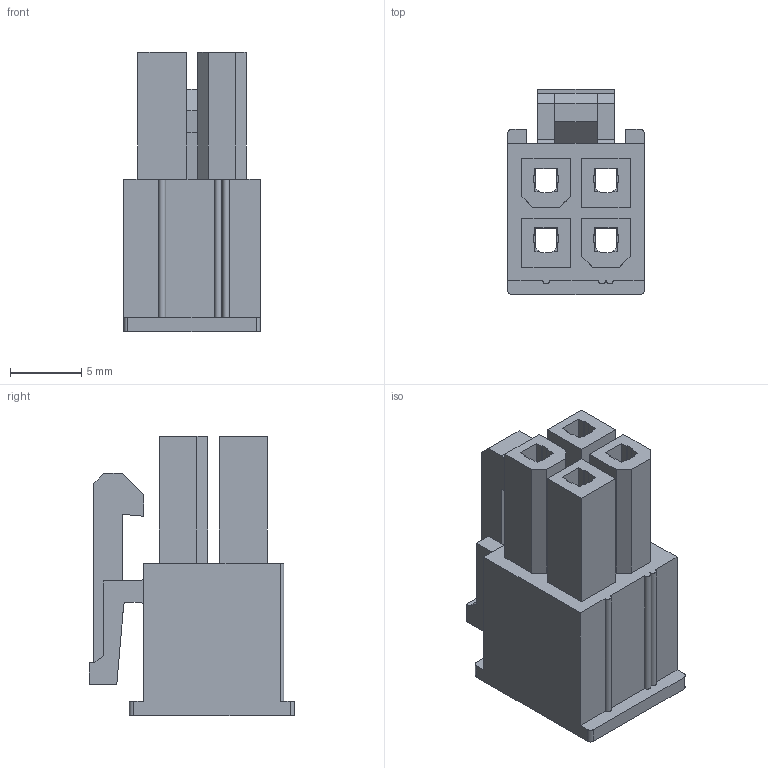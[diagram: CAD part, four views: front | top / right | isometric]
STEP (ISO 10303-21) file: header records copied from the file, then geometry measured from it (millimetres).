
FILE_DESCRIPTION((''),'2;1');
FILE_NAME('039012045','2015-05-15T',('me'),(''),'PRO/ENGINEER BY PARAMETRIC TECHNOLOGY CORPORATION, 2011490','PRO/ENGINEER BY PARAMETRIC TECHNOLOGY CORPORATION, 2011490','');
FILE_SCHEMA(('CONFIG_CONTROL_DESIGN'));
Length unit declared in the file: millimetre
Products named in the file (1): 039012045
Bounding box: 9.6 x 14.4 x 19.6 mm (x, y, z)
Volume: 1303.4 mm3; surface area: 1809.6 mm2
Topology: 1 solids, 1 shells, 199 faces, 551 edges, 358 vertices
Faces by surface type: plane 186, cylinder 13
Entity records: 6269 total; most frequent: CARTESIAN_POINT 1109, ORIENTED_EDGE 1102, DIRECTION 977, EDGE_CURVE 551, VECTOR 525, LINE 525, VERTEX_POINT 358, AXIS2_PLACEMENT_3D 226
